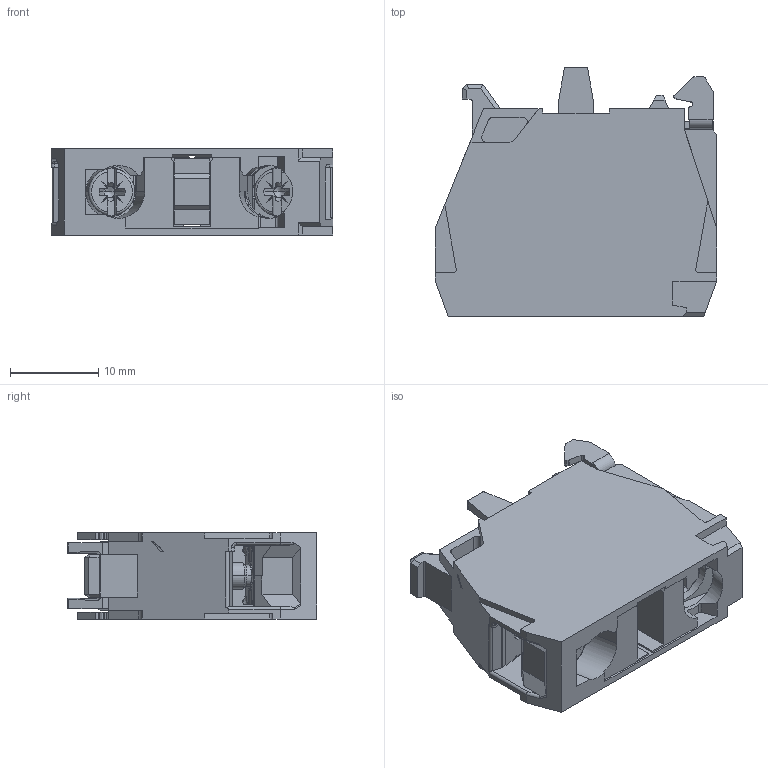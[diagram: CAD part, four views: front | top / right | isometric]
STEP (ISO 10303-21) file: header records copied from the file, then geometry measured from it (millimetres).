
FILE_DESCRIPTION((''),'2;1');
FILE_NAME('W815280310111_SW0001','2007-08-02T',('ebp6859'),('Schneider-Electric'),'PRO/ENGINEER BY PARAMETRIC TECHNOLOGY CORPORATION, 2005030','PRO/ENGINEER BY PARAMETRIC TECHNOLOGY CORPORATION, 2005030','');
FILE_SCHEMA(('CONFIG_CONTROL_DESIGN'));
Length unit declared in the file: millimetre
Products named in the file (1): W815280310111_SW0001
Bounding box: 32 x 28.3 x 9.82 mm (x, y, z)
Volume: 4206.8 mm3; surface area: 6856 mm2
Topology: 4 solids, 4 shells, 1381 faces, 3995 edges, 2581 vertices
Faces by surface type: plane 923, cylinder 339, cone 47, torus 41, bspline 16, extrusion 8, sphere 7
Entity records: 50068 total; most frequent: CARTESIAN_POINT 14246, ORIENTED_EDGE 7968, DIRECTION 6831, EDGE_CURVE 3984, VECTOR 2811, LINE 2803, VERTEX_POINT 2581, AXIS2_PLACEMENT_3D 2010
